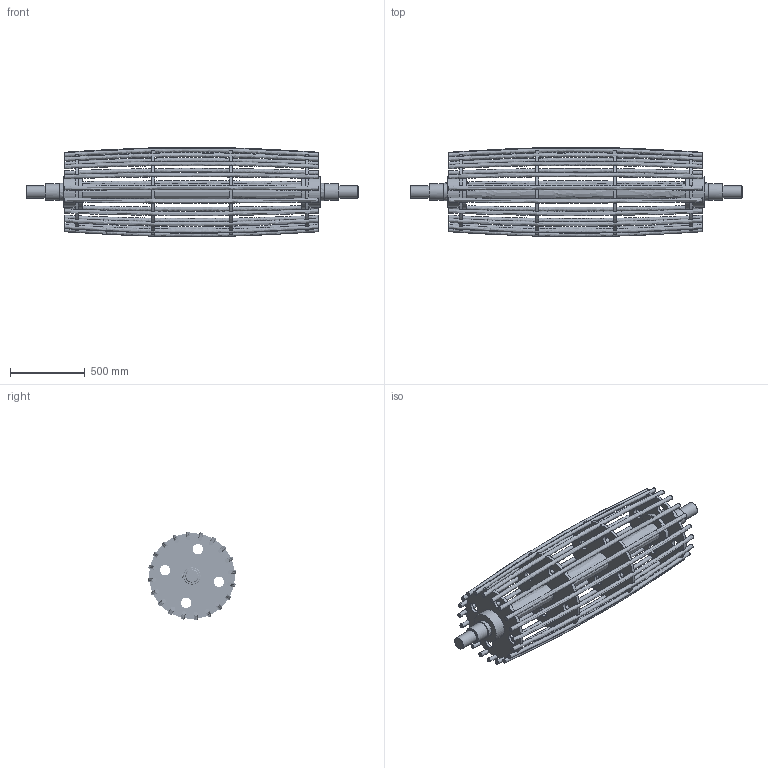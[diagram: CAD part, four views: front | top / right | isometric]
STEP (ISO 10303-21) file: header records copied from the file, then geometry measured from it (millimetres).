
FILE_DESCRIPTION(('FreeCAD Model'),'2;1');
FILE_NAME('Open CASCADE Shape Model','2025-05-07T18:00:25',('FreeCAD'),( 'FreeCAD'),'Open CASCADE STEP processor 7.6','FreeCAD','Unknown');
FILE_SCHEMA(('AUTOMOTIVE_DESIGN { 1 0 10303 214 1 1 1 1 }'));
Length unit declared in the file: millimetre
Products named in the file (1): Open CASCADE STEP translator 7.6 1
Bounding box: 2216.87 x 594.32 x 594.32 mm (x, y, z)
Volume: 63050278.2 mm3; surface area: 5954508 mm2
Topology: 30 solids, 30 shells, 314 faces, 736 edges, 492 vertices
Faces by surface type: bspline 314
Entity records: 10538 total; most frequent: CARTESIAN_POINT 6359, ORIENTED_EDGE 1472, EDGE_CURVE 736, VERTEX_POINT 492, FACE_BOUND 372, EDGE_LOOP 372, ADVANCED_FACE 314, B_SPLINE_CURVE_WITH_KNOTS 262
